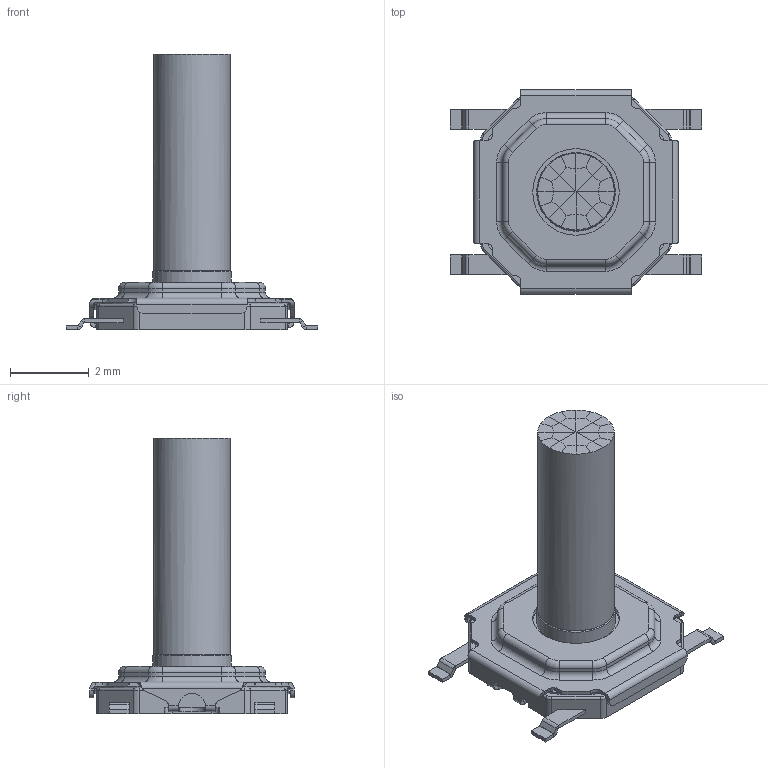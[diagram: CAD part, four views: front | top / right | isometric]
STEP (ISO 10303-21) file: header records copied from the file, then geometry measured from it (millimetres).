
FILE_DESCRIPTION(/* description */ (''),/* implementation_level */ '2;1');
FILE_NAME(/* name */ 'SKQGAD_7mm.step',/* time_stamp */ '2018-11-01T21:45:02+00:00',/* author */ ('albertoGWF5J'),/* organization */ (''),/* preprocessor_version */ 'ST-DEVELOPER v17.2',/* originating_system */ 'Autodesk Translation Framework v7.6.0.251',/* authorisation */ '');
FILE_SCHEMA (('AUTOMOTIVE_DESIGN { 1 0 10303 214 3 1 1 }'));
Length unit declared in the file: millimetre
Products named in the file (1): SKQGAD_7mm
Bounding box: 6.4 x 5.2 x 7 mm (x, y, z)
Volume: 23.5 mm3; surface area: 119.4 mm2
Topology: 1 solids, 2 shells, 377 faces, 931 edges, 548 vertices
Faces by surface type: plane 185, cylinder 126, bspline 41, torus 24, cone 1
Full cylindrical faces by diameter (mm): 2 x1, 2.2 x1
Entity records: 14534 total; most frequent: CARTESIAN_POINT 5413, ORIENTED_EDGE 1861, DIRECTION 1793, EDGE_CURVE 931, AXIS2_PLACEMENT_3D 627, VERTEX_POINT 548, LINE 539, VECTOR 539
